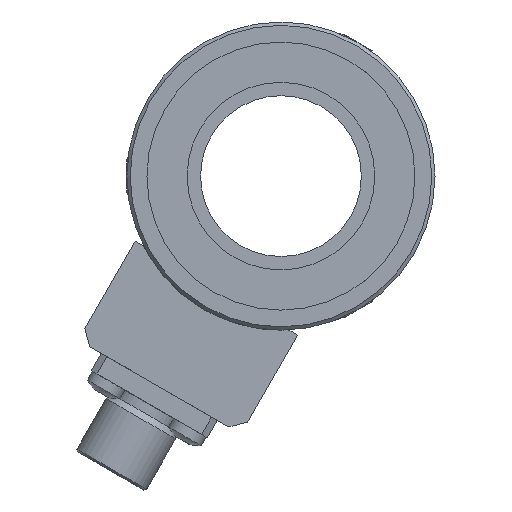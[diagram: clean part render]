
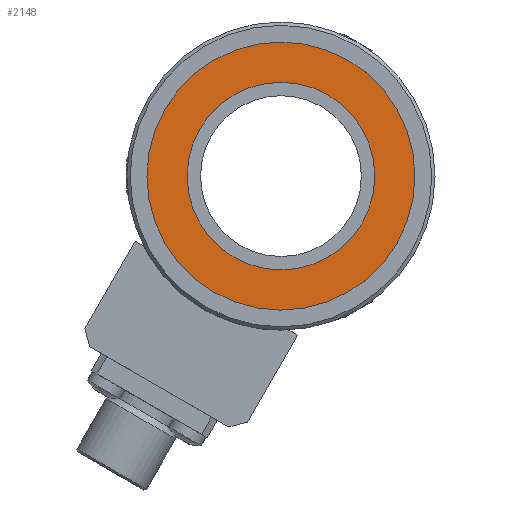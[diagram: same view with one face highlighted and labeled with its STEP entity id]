
A CAD part, left-side view. The second image highlights one B-rep face of the part: STEP entity #2148.
In plain terms, the highlighted planar face has unit normal (-1, 0, 0).
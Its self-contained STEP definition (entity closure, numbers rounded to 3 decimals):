
#520=FACE_BOUND('',#717,.T.);
#581=FACE_OUTER_BOUND('',#716,.T.);
#716=EDGE_LOOP('',(#1499));
#717=EDGE_LOOP('',(#1500));
#912=CIRCLE('',#2509,20.);
#913=CIRCLE('',#2510,14.);
#1015=VERTEX_POINT('',#3443);
#1016=VERTEX_POINT('',#3445);
#1209=EDGE_CURVE('',#1015,#1015,#912,.T.);
#1210=EDGE_CURVE('',#1016,#1016,#913,.T.);
#1499=ORIENTED_EDGE('',*,*,#1209,.T.);
#1500=ORIENTED_EDGE('',*,*,#1210,.F.);
#2079=PLANE('',#2508);
#2148=ADVANCED_FACE('',(#581,#520),#2079,.T.);
#2508=AXIS2_PLACEMENT_3D('',#3442,#2770,#2771);
#2509=AXIS2_PLACEMENT_3D('',#3444,#2772,#2773);
#2510=AXIS2_PLACEMENT_3D('',#3446,#2774,#2775);
#2770=DIRECTION('center_axis',(-1.,0.,0.));
#2771=DIRECTION('ref_axis',(0.,0.,1.));
#2772=DIRECTION('center_axis',(-1.,0.,0.));
#2773=DIRECTION('ref_axis',(0.,0.,
-1.));
#2774=DIRECTION('center_axis',(-1.,0.,0.));
#2775=DIRECTION('ref_axis',(0.,0.,1.));
#3442=CARTESIAN_POINT('Origin',(1.5,14.,0.));
#3443=CARTESIAN_POINT('',(1.5,-20.,0.));
#3444=CARTESIAN_POINT('Origin',(1.5,0.,
0.));
#3445=CARTESIAN_POINT('',(1.5,-14.,0.));
#3446=CARTESIAN_POINT('Origin',(1.5,0.,0.));
